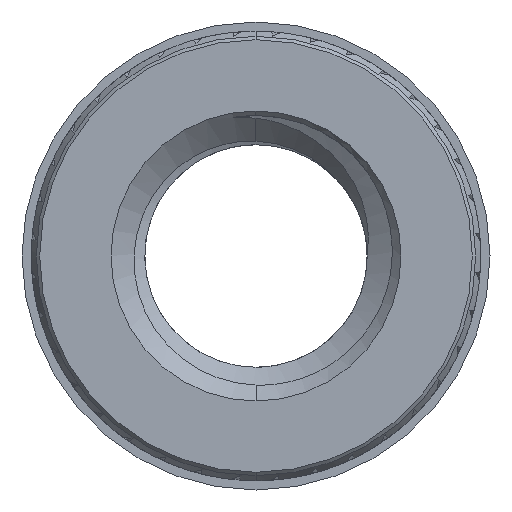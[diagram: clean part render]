
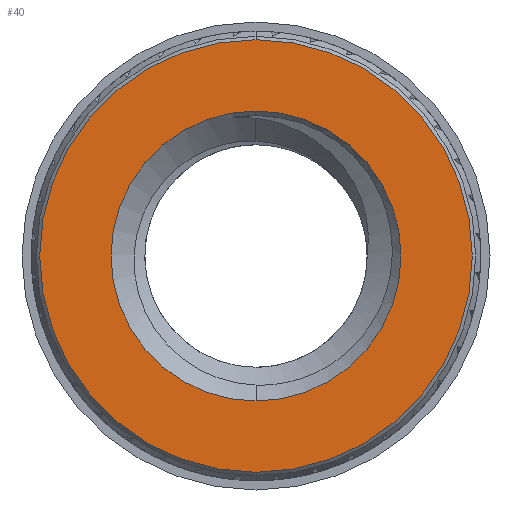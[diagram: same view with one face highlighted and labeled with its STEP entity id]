
A CAD part, front view. The second image highlights one B-rep face of the part: STEP entity #40.
In plain terms, the highlighted planar face has unit normal (0, -1, 0).
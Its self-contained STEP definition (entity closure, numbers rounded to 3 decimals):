
#40 = ADVANCED_FACE ( 'NONE', ( #10075, #9762 ), #4156, .F. ) ;
#303 = DIRECTION ( 'NONE',  ( 0., 0., 1. ) ) ;
#383 = CARTESIAN_POINT ( 'NONE',  ( 0., -6.7, 0. ) ) ;
#1080 = EDGE_CURVE ( 'NONE', #11166, #2767, #9459, .T. ) ;
#1145 = VERTEX_POINT ( 'NONE', #5114 ) ;
#1176 = VERTEX_POINT ( 'NONE', #5396 ) ;
#1404 = CARTESIAN_POINT ( 'NONE',  ( 0., -6.7, 0. ) ) ;
#2115 = EDGE_LOOP ( 'NONE', ( #5740, #3002 ) ) ;
#2117 = CARTESIAN_POINT ( 'NONE',  ( 0., -6.7, 0. ) ) ;
#2471 = DIRECTION ( 'NONE',  ( 0., 1., 0. ) ) ;
#2767 = VERTEX_POINT ( 'NONE', #4320 ) ;
#3002 = ORIENTED_EDGE ( 'NONE', *, *, #11861, .F. ) ;
#3384 = CARTESIAN_POINT ( 'NONE',  ( 0., -6.7, 0. ) ) ;
#3650 = CIRCLE ( 'NONE', #9555, 2.58 ) ;
#4156 = PLANE ( 'NONE',  #9388 ) ;
#4203 = DIRECTION ( 'NONE',  ( 0., 0., 1. ) ) ;
#4320 = CARTESIAN_POINT ( 'NONE',  ( 0., -6.7, 3.85 ) ) ;
#4326 = DIRECTION ( 'NONE',  ( 0., 0., 1. ) ) ;
#4830 = EDGE_LOOP ( 'NONE', ( #8866, #11085 ) ) ;
#5114 = CARTESIAN_POINT ( 'NONE',  ( 0., -6.7, 2.58 ) ) ;
#5396 = CARTESIAN_POINT ( 'NONE',  ( 0., -6.7, -2.58 ) ) ;
#5740 = ORIENTED_EDGE ( 'NONE', *, *, #1080, .F. ) ;
#6059 = DIRECTION ( 'NONE',  ( 0., 0., 1. ) ) ;
#6249 = DIRECTION ( 'NONE',  ( 0., 1., 0. ) ) ;
#7315 = EDGE_CURVE ( 'NONE', #1145, #1176, #9819, .T. ) ;
#7645 = AXIS2_PLACEMENT_3D ( 'NONE', #9123, #10999, #4203 ) ;
#8866 = ORIENTED_EDGE ( 'NONE', *, *, #11845, .T. ) ;
#9123 = CARTESIAN_POINT ( 'NONE',  ( 0., -6.7, 0. ) ) ;
#9388 = AXIS2_PLACEMENT_3D ( 'NONE', #2117, #11773, #6059 ) ;
#9459 = CIRCLE ( 'NONE', #12271, 3.85 ) ;
#9555 = AXIS2_PLACEMENT_3D ( 'NONE', #3384, #2471, #4326 ) ;
#9762 = FACE_OUTER_BOUND ( 'NONE', #2115, .T. ) ;
#9792 = AXIS2_PLACEMENT_3D ( 'NONE', #383, #11892, #303 ) ;
#9819 = CIRCLE ( 'NONE', #9792, 2.58 ) ;
#9848 = CARTESIAN_POINT ( 'NONE',  ( 0., -6.7, -3.85 ) ) ;
#9907 = DIRECTION ( 'NONE',  ( 0., 0., 1. ) ) ;
#10075 = FACE_BOUND ( 'NONE', #4830, .T. ) ;
#10355 = CIRCLE ( 'NONE', #7645, 3.85 ) ;
#10999 = DIRECTION ( 'NONE',  ( 0., 1., 0. ) ) ;
#11085 = ORIENTED_EDGE ( 'NONE', *, *, #7315, .T. ) ;
#11166 = VERTEX_POINT ( 'NONE', #9848 ) ;
#11773 = DIRECTION ( 'NONE',  ( 0., 1., 0. ) ) ;
#11845 = EDGE_CURVE ( 'NONE', #1176, #1145, #3650, .T. ) ;
#11861 = EDGE_CURVE ( 'NONE', #2767, #11166, #10355, .T. ) ;
#11892 = DIRECTION ( 'NONE',  ( 0., 1., 0. ) ) ;
#12271 = AXIS2_PLACEMENT_3D ( 'NONE', #1404, #6249, #9907 ) ;
